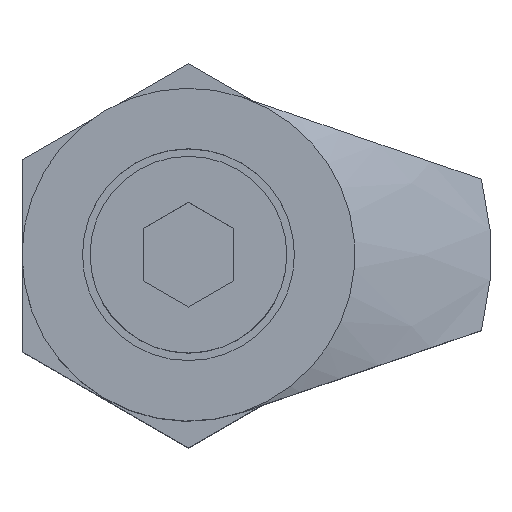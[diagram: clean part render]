
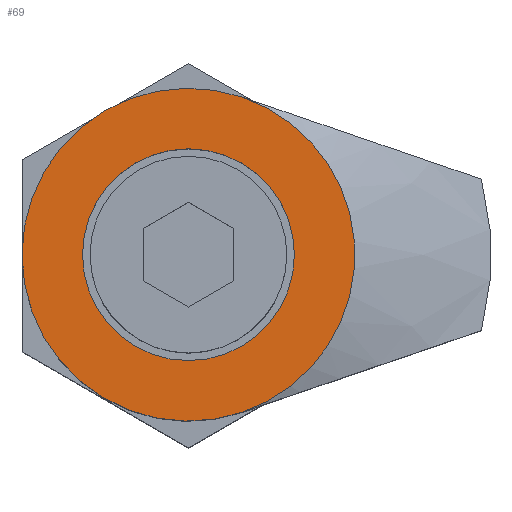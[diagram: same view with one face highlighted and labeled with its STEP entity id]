
A CAD part, top view. The second image highlights one B-rep face of the part: STEP entity #69.
In plain terms, the highlighted planar face has unit normal (0, 0, 1).
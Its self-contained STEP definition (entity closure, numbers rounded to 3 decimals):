
#43 = CARTESIAN_POINT ( 'NONE',  ( 0., 0., 40. ) ) ;
#57 = EDGE_CURVE ( 'NONE', #1420, #1283, #272, .T. ) ;
#69 = ADVANCED_FACE ( 'NONE', ( #1745, #1332 ), #887, .T. ) ;
#100 = ORIENTED_EDGE ( 'NONE', *, *, #175, .T. ) ;
#132 = ORIENTED_EDGE ( 'NONE', *, *, #480, .F. ) ;
#175 = EDGE_CURVE ( 'NONE', #908, #409, #208, .T. ) ;
#208 = CIRCLE ( 'NONE', #564, 11. ) ;
#239 = CARTESIAN_POINT ( 'NONE',  ( -7., 0., 40. ) ) ;
#246 = CARTESIAN_POINT ( 'NONE',  ( 0., 0., 40. ) ) ;
#271 = DIRECTION ( 'NONE',  ( 1., 0., 0. ) ) ;
#272 = CIRCLE ( 'NONE', #1232, 7. ) ;
#282 = CARTESIAN_POINT ( 'NONE',  ( 0., 0., 40. ) ) ;
#292 = DIRECTION ( 'NONE',  ( 0., 0., 1. ) ) ;
#405 = EDGE_CURVE ( 'NONE', #968, #908, #1593, .T. ) ;
#409 = VERTEX_POINT ( 'NONE', #1850 ) ;
#474 = DIRECTION ( 'NONE',  ( 1., 0., 0. ) ) ;
#480 = EDGE_CURVE ( 'NONE', #1283, #1420, #1589, .T. ) ;
#556 = EDGE_LOOP ( 'NONE', ( #1722, #1033, #100 ) ) ;
#564 = AXIS2_PLACEMENT_3D ( 'NONE', #246, #1253, #936 ) ;
#682 = AXIS2_PLACEMENT_3D ( 'NONE', #43, #773, #1789 ) ;
#692 = DIRECTION ( 'NONE',  ( 1., 0., 0. ) ) ;
#718 = DIRECTION ( 'NONE',  ( 0., 0., 1. ) ) ;
#772 = AXIS2_PLACEMENT_3D ( 'NONE', #1425, #292, #692 ) ;
#773 = DIRECTION ( 'NONE',  ( 0., 0., 1. ) ) ;
#852 = EDGE_LOOP ( 'NONE', ( #1558, #132 ) ) ;
#874 = CARTESIAN_POINT ( 'NONE',  ( 7., 0., 40. ) ) ;
#887 = PLANE ( 'NONE',  #1537 ) ;
#897 = CARTESIAN_POINT ( 'NONE',  ( -11., 0., 40. ) ) ;
#899 = DIRECTION ( 'NONE',  ( 1., 0., 0. ) ) ;
#908 = VERTEX_POINT ( 'NONE', #1397 ) ;
#936 = DIRECTION ( 'NONE',  ( 1., 0., 0. ) ) ;
#968 = VERTEX_POINT ( 'NONE', #897 ) ;
#1033 = ORIENTED_EDGE ( 'NONE', *, *, #405, .T. ) ;
#1160 = AXIS2_PLACEMENT_3D ( 'NONE', #282, #718, #271 ) ;
#1169 = DIRECTION ( 'NONE',  ( 0., 0., 1. ) ) ;
#1232 = AXIS2_PLACEMENT_3D ( 'NONE', #1756, #1169, #899 ) ;
#1253 = DIRECTION ( 'NONE',  ( 0., 0., 1. ) ) ;
#1283 = VERTEX_POINT ( 'NONE', #239 ) ;
#1332 = FACE_OUTER_BOUND ( 'NONE', #556, .T. ) ;
#1397 = CARTESIAN_POINT ( 'NONE',  ( 3.561, -10.408, 40. ) ) ;
#1420 = VERTEX_POINT ( 'NONE', #874 ) ;
#1425 = CARTESIAN_POINT ( 'NONE',  ( 0., 0., 40. ) ) ;
#1480 = CARTESIAN_POINT ( 'NONE',  ( 0., 0., 40. ) ) ;
#1537 = AXIS2_PLACEMENT_3D ( 'NONE', #1480, #1773, #474 ) ;
#1558 = ORIENTED_EDGE ( 'NONE', *, *, #57, .F. ) ;
#1589 = CIRCLE ( 'NONE', #1160, 7. ) ;
#1593 = CIRCLE ( 'NONE', #772, 11. ) ;
#1709 = CIRCLE ( 'NONE', #682, 11. ) ;
#1722 = ORIENTED_EDGE ( 'NONE', *, *, #1853, .T. ) ;
#1745 = FACE_BOUND ( 'NONE', #852, .T. ) ;
#1756 = CARTESIAN_POINT ( 'NONE',  ( 0., 0., 40. ) ) ;
#1773 = DIRECTION ( 'NONE',  ( 0., 0., 1. ) ) ;
#1789 = DIRECTION ( 'NONE',  ( 1., 0., 0. ) ) ;
#1850 = CARTESIAN_POINT ( 'NONE',  ( 3.561, 10.408, 40. ) ) ;
#1853 = EDGE_CURVE ( 'NONE', #409, #968, #1709, .T. ) ;
